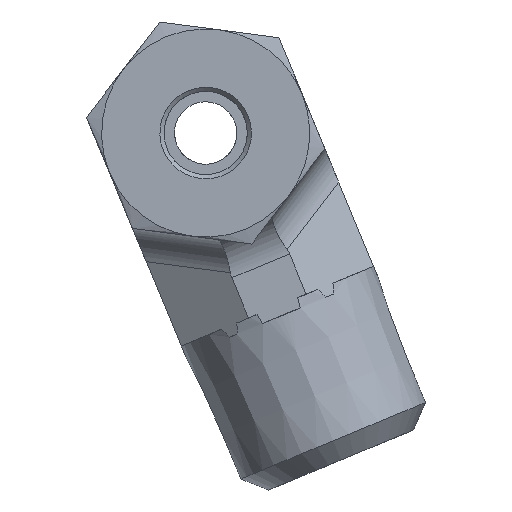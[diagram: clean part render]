
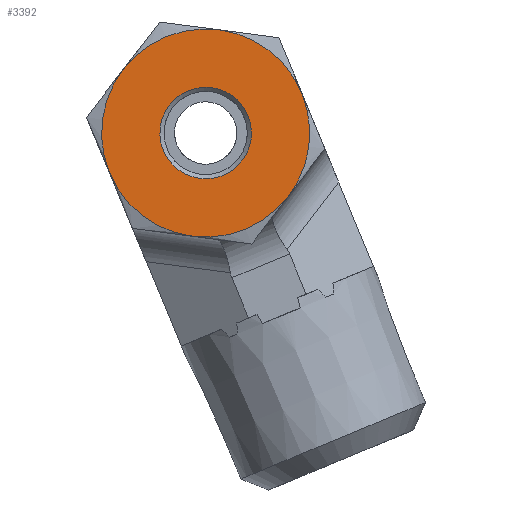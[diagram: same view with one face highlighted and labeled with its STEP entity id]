
A CAD part, front view. The second image highlights one B-rep face of the part: STEP entity #3392.
In plain terms, the highlighted face is planar.
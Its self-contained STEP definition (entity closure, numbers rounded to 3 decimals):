
#3296=CARTESIAN_POINT('',(2.2,0.,11.0));
#3297=VERTEX_POINT('',#3296);
#3298=CARTESIAN_POINT('',(0.0,0.0,11.0));
#3299=DIRECTION('',(0.0,0.0,1.0));
#3300=DIRECTION('',(-1.0,0.0,0.0));
#3301=AXIS2_PLACEMENT_3D('',#3298,#3299,#3300);
#3302=CIRCLE('',#3301,2.2);
#3303=EDGE_CURVE('',#3297,#3297,#3302,.T.);
#3328=CARTESIAN_POINT('',(0.,0.,11.0));
#3329=DIRECTION('',(0.0,0.0,1.0));
#3330=DIRECTION('',(1.0,0.0,0.0));
#3331=AXIS2_PLACEMENT_3D('',#3328,#3329,#3330);
#3332=PLANE('',#3331);
#3333=CARTESIAN_POINT('',(-2.5,-4.33,11.0));
#3334=VERTEX_POINT('',#3333);
#3335=CARTESIAN_POINT('',(2.5,-4.33,11.0));
#3336=VERTEX_POINT('',#3335);
#3337=CARTESIAN_POINT('',(0.0,0.0,11.0));
#3338=DIRECTION('',(0.0,0.0,1.0));
#3339=DIRECTION('',(-0.5,-0.866,0.0));
#3340=AXIS2_PLACEMENT_3D('',#3337,#3338,#3339);
#3341=CIRCLE('',#3340,5.0);
#3342=EDGE_CURVE('',#3334,#3336,#3341,.T.);
#3343=ORIENTED_EDGE('',*,*,#3342,.T.);
#3344=CARTESIAN_POINT('',(5.,0.,11.0));
#3345=VERTEX_POINT('',#3344);
#3346=CARTESIAN_POINT('',(0.0,0.0,11.0));
#3347=DIRECTION('',(0.0,0.0,1.0));
#3348=DIRECTION('',(-0.5,-0.866,0.0));
#3349=AXIS2_PLACEMENT_3D('',#3346,#3347,#3348);
#3350=CIRCLE('',#3349,5.0);
#3351=EDGE_CURVE('',#3336,#3345,#3350,.T.);
#3352=ORIENTED_EDGE('',*,*,#3351,.T.);
#3353=CARTESIAN_POINT('',(2.5,4.33,11.0));
#3354=VERTEX_POINT('',#3353);
#3355=CARTESIAN_POINT('',(0.0,0.0,11.0));
#3356=DIRECTION('',(0.0,0.0,1.0));
#3357=DIRECTION('',(-0.5,-0.866,0.0));
#3358=AXIS2_PLACEMENT_3D('',#3355,#3356,#3357);
#3359=CIRCLE('',#3358,5.0);
#3360=EDGE_CURVE('',#3345,#3354,#3359,.T.);
#3361=ORIENTED_EDGE('',*,*,#3360,.T.);
#3362=CARTESIAN_POINT('',(-2.5,4.33,11.0));
#3363=VERTEX_POINT('',#3362);
#3364=CARTESIAN_POINT('',(0.0,0.0,11.0));
#3365=DIRECTION('',(0.0,0.0,1.0));
#3366=DIRECTION('',(-0.5,-0.866,0.0));
#3367=AXIS2_PLACEMENT_3D('',#3364,#3365,#3366);
#3368=CIRCLE('',#3367,5.0);
#3369=EDGE_CURVE('',#3354,#3363,#3368,.T.);
#3370=ORIENTED_EDGE('',*,*,#3369,.T.);
#3371=CARTESIAN_POINT('',(-5.0,0.0,11.0));
#3372=VERTEX_POINT('',#3371);
#3373=CARTESIAN_POINT('',(0.0,0.0,11.0));
#3374=DIRECTION('',(0.0,0.0,1.0));
#3375=DIRECTION('',(-0.5,-0.866,0.0));
#3376=AXIS2_PLACEMENT_3D('',#3373,#3374,#3375);
#3377=CIRCLE('',#3376,5.0);
#3378=EDGE_CURVE('',#3363,#3372,#3377,.T.);
#3379=ORIENTED_EDGE('',*,*,#3378,.T.);
#3380=CARTESIAN_POINT('',(0.0,0.0,11.0));
#3381=DIRECTION('',(0.0,0.0,1.0));
#3382=DIRECTION('',(-0.5,-0.866,0.0));
#3383=AXIS2_PLACEMENT_3D('',#3380,#3381,#3382);
#3384=CIRCLE('',#3383,5.0);
#3385=EDGE_CURVE('',#3372,#3334,#3384,.T.);
#3386=ORIENTED_EDGE('',*,*,#3385,.T.);
#3387=EDGE_LOOP('',(#3343,#3352,#3361,#3370,#3379,#3386));
#3388=FACE_OUTER_BOUND('',#3387,.T.);
#3389=ORIENTED_EDGE('',*,*,#3303,.F.);
#3390=EDGE_LOOP('',(#3389));
#3391=FACE_BOUND('',#3390,.T.);
#3392=ADVANCED_FACE('',(#3388,#3391),#3332,.T.);
